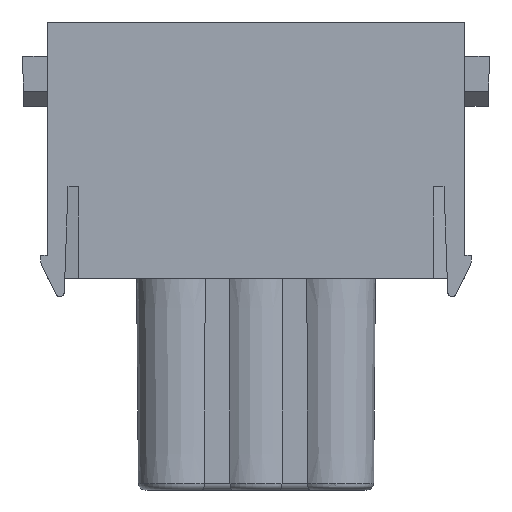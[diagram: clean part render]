
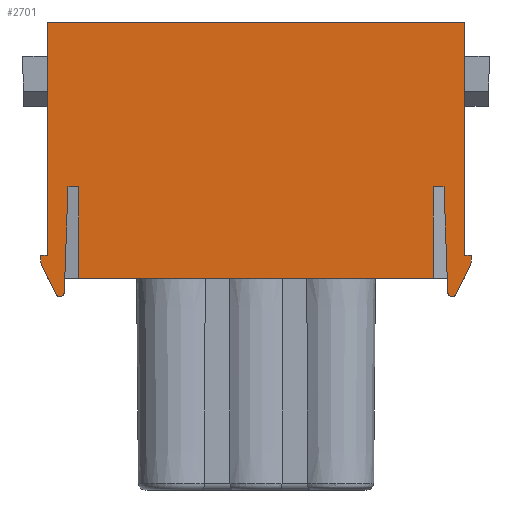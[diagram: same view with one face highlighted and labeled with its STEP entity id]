
A CAD part, front view. The second image highlights one B-rep face of the part: STEP entity #2701.
In plain terms, the highlighted planar face has unit normal (0, -1, 0).
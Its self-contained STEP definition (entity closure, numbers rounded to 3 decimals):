
#1123=FACE_OUTER_BOUND('',#5335,.T.);
#2701=ADVANCED_FACE('',(#1123),#3566,.F.);
#3566=PLANE('',#22456);
#4262=CIRCLE('',#22452,0.3);
#4263=CIRCLE('',#22453,0.3);
#4264=CIRCLE('',#22454,0.3);
#4265=CIRCLE('',#22455,0.3);
#5335=EDGE_LOOP('',(#10108,#10109,#10110,#10111,#10112,#10113,#10114,#10115,
#10116,#10117,#10118,#10119,#10120,#10121,#10122,#10123,#10124,#10125,#10126,
#10127,#10128,#10129));
#10108=ORIENTED_EDGE('',*,*,#16456,.F.);
#10109=ORIENTED_EDGE('',*,*,#16466,.F.);
#10110=ORIENTED_EDGE('',*,*,#16467,.F.);
#10111=ORIENTED_EDGE('',*,*,#16468,.F.);
#10112=ORIENTED_EDGE('',*,*,#16469,.T.);
#10113=ORIENTED_EDGE('',*,*,#16470,.T.);
#10114=ORIENTED_EDGE('',*,*,#16471,.T.);
#10115=ORIENTED_EDGE('',*,*,#16472,.F.);
#10116=ORIENTED_EDGE('',*,*,#16473,.T.);
#10117=ORIENTED_EDGE('',*,*,#16474,.F.);
#10118=ORIENTED_EDGE('',*,*,#14162,.T.);
#10119=ORIENTED_EDGE('',*,*,#16475,.T.);
#10120=ORIENTED_EDGE('',*,*,#16476,.T.);
#10121=ORIENTED_EDGE('',*,*,#16477,.T.);
#10122=ORIENTED_EDGE('',*,*,#16478,.F.);
#10123=ORIENTED_EDGE('',*,*,#16479,.T.);
#10124=ORIENTED_EDGE('',*,*,#16480,.F.);
#10125=ORIENTED_EDGE('',*,*,#16481,.T.);
#10126=ORIENTED_EDGE('',*,*,#16482,.T.);
#10127=ORIENTED_EDGE('',*,*,#16483,.F.);
#10128=ORIENTED_EDGE('',*,*,#16484,.T.);
#10129=ORIENTED_EDGE('',*,*,#15730,.T.);
#12053=VERTEX_POINT('',#28432);
#12054=VERTEX_POINT('',#28434);
#13162=VERTEX_POINT('',#32686);
#13163=VERTEX_POINT('',#32688);
#13620=VERTEX_POINT('',#35717);
#13630=VERTEX_POINT('',#35739);
#13631=VERTEX_POINT('',#35741);
#13632=VERTEX_POINT('',#35743);
#13633=VERTEX_POINT('',#35745);
#13634=VERTEX_POINT('',#35747);
#13635=VERTEX_POINT('',#35749);
#13636=VERTEX_POINT('',#35751);
#13637=VERTEX_POINT('',#35753);
#13638=VERTEX_POINT('',#35756);
#13639=VERTEX_POINT('',#35758);
#13640=VERTEX_POINT('',#35760);
#13641=VERTEX_POINT('',#35762);
#13642=VERTEX_POINT('',#35764);
#13643=VERTEX_POINT('',#35766);
#13644=VERTEX_POINT('',#35768);
#13645=VERTEX_POINT('',#35770);
#13646=VERTEX_POINT('',#35772);
#14162=EDGE_CURVE('',#12054,#12053,#17329,.T.);
#15730=EDGE_CURVE('',#13163,#13162,#18455,.T.);
#16456=EDGE_CURVE('',#13620,#13162,#18823,.T.);
#16466=EDGE_CURVE('',#13630,#13620,#18833,.T.);
#16467=EDGE_CURVE('',#13631,#13630,#18834,.T.);
#16468=EDGE_CURVE('',#13632,#13631,#18835,.T.);
#16469=EDGE_CURVE('',#13632,#13633,#4262,.T.);
#16470=EDGE_CURVE('',#13633,#13634,#18836,.T.);
#16471=EDGE_CURVE('',#13634,#13635,#4263,.T.);
#16472=EDGE_CURVE('',#13636,#13635,#18837,.T.);
#16473=EDGE_CURVE('',#13636,#13637,#18838,.T.);
#16474=EDGE_CURVE('',#12054,#13637,#18839,.T.);
#16475=EDGE_CURVE('',#12053,#13638,#18840,.T.);
#16476=EDGE_CURVE('',#13638,#13639,#18841,.T.);
#16477=EDGE_CURVE('',#13639,#13640,#18842,.T.);
#16478=EDGE_CURVE('',#13641,#13640,#4264,.T.);
#16479=EDGE_CURVE('',#13641,#13642,#18843,.T.);
#16480=EDGE_CURVE('',#13643,#13642,#4265,.T.);
#16481=EDGE_CURVE('',#13643,#13644,#18844,.T.);
#16482=EDGE_CURVE('',#13644,#13645,#18845,.T.);
#16483=EDGE_CURVE('',#13646,#13645,#18846,.T.);
#16484=EDGE_CURVE('',#13646,#13163,#18847,.T.);
#17329=LINE('',#28433,#19306);
#18455=LINE('',#32687,#20432);
#18823=LINE('',#35718,#20800);
#18833=LINE('',#35738,#20810);
#18834=LINE('',#35740,#20811);
#18835=LINE('',#35742,#20812);
#18836=LINE('',#35746,#20813);
#18837=LINE('',#35750,#20814);
#18838=LINE('',#35752,#20815);
#18839=LINE('',#35754,#20816);
#18840=LINE('',#35755,#20817);
#18841=LINE('',#35757,#20818);
#18842=LINE('',#35759,#20819);
#18843=LINE('',#35763,#20820);
#18844=LINE('',#35767,#20821);
#18845=LINE('',#35769,#20822);
#18846=LINE('',#35771,#20823);
#18847=LINE('',#35773,#20824);
#19306=VECTOR('',#23007,1.);
#20432=VECTOR('',#25619,1.);
#20800=VECTOR('',#26845,1.);
#20810=VECTOR('',#26857,1.);
#20811=VECTOR('',#26858,1.);
#20812=VECTOR('',#26859,1.);
#20813=VECTOR('',#26862,1.);
#20814=VECTOR('',#26865,1.);
#20815=VECTOR('',#26866,1.);
#20816=VECTOR('',#26867,1.);
#20817=VECTOR('',#26868,1.);
#20818=VECTOR('',#26869,1.);
#20819=VECTOR('',#26870,1.);
#20820=VECTOR('',#26873,1.);
#20821=VECTOR('',#26876,1.);
#20822=VECTOR('',#26877,1.);
#20823=VECTOR('',#26878,1.);
#20824=VECTOR('',#26879,1.);
#22452=AXIS2_PLACEMENT_3D('',#35744,#26860,#26861);
#22453=AXIS2_PLACEMENT_3D('',#35748,#26863,#26864);
#22454=AXIS2_PLACEMENT_3D('',#35761,#26871,#26872);
#22455=AXIS2_PLACEMENT_3D('',#35765,#26874,#26875);
#22456=AXIS2_PLACEMENT_3D('',#35774,#26880,#26881);
#23007=DIRECTION('',(1.,0.,0.));
#25619=DIRECTION('',(-1.,0.,0.));
#26845=DIRECTION('',(0.,0.,1.));
#26857=DIRECTION('',(1.,0.,0.));
#26858=DIRECTION('',(0.,0.,1.));
#26859=DIRECTION('',(-0.439,0.,0.899));
#26860=DIRECTION('',(0.,-1.,0.));
#26861=DIRECTION('',(-0.899,0.,-0.439));
#26862=DIRECTION('',(1.,0.,0.));
#26863=DIRECTION('',(0.,-1.,0.));
#26864=DIRECTION('',(0.,0.,-1.));
#26865=DIRECTION('',(-0.035,0.,-0.999));
#26866=DIRECTION('',(1.,0.,0.));
#26867=DIRECTION('',(0.,0.,1.));
#26868=DIRECTION('',(0.,0.,1.));
#26869=DIRECTION('',(1.,0.,0.));
#26870=DIRECTION('',(0.035,0.,-0.999));
#26871=DIRECTION('',(0.,1.,0.));
#26872=DIRECTION('',(0.,0.,-1.));
#26873=DIRECTION('',(1.,0.,0.));
#26874=DIRECTION('',(0.,1.,0.));
#26875=DIRECTION('',(0.899,0.,-0.439));
#26876=DIRECTION('',(0.439,0.,0.899));
#26877=DIRECTION('',(0.,0.,1.));
#26878=DIRECTION('',(1.,0.,0.));
#26879=DIRECTION('',(0.,0.,1.));
#26880=DIRECTION('',(0.,1.,0.));
#26881=DIRECTION('',(1.,0.,0.));
#28432=CARTESIAN_POINT('',(12.9,-7.3,0.));
#28433=CARTESIAN_POINT('',(-12.9,-7.3,0.));
#28434=CARTESIAN_POINT('',(-12.9,-7.3,0.));
#32686=CARTESIAN_POINT('',(-15.2,-7.3,18.7));
#32687=CARTESIAN_POINT('',(15.2,-7.3,18.7));
#32688=CARTESIAN_POINT('',(15.2,-7.3,18.7));
#35717=CARTESIAN_POINT('',(-15.2,-7.3,1.7));
#35718=CARTESIAN_POINT('',(-15.2,-7.3,1.7));
#35738=CARTESIAN_POINT('',(-15.7,-7.3,1.7));
#35739=CARTESIAN_POINT('',(-15.7,-7.3,1.7));
#35740=CARTESIAN_POINT('',(-15.7,-7.3,1.2));
#35741=CARTESIAN_POINT('',(-15.7,-7.3,1.2));
#35742=CARTESIAN_POINT('',(-14.562,-7.3,-1.132));
#35743=CARTESIAN_POINT('',(-14.562,-7.3,-1.132));
#35744=CARTESIAN_POINT('',(-14.292,-7.3,-1.));
#35745=CARTESIAN_POINT('',(-14.292,-7.3,-1.3));
#35746=CARTESIAN_POINT('',(-14.292,-7.3,-1.3));
#35747=CARTESIAN_POINT('',(-14.269,-7.3,-1.3));
#35748=CARTESIAN_POINT('',(-14.269,-7.3,-1.));
#35749=CARTESIAN_POINT('',(-13.969,-7.3,-1.01));
#35750=CARTESIAN_POINT('',(-13.7,-7.3,6.7));
#35751=CARTESIAN_POINT('',(-13.7,-7.3,6.7));
#35752=CARTESIAN_POINT('',(-13.7,-7.3,6.7));
#35753=CARTESIAN_POINT('',(-12.9,-7.3,6.7));
#35754=CARTESIAN_POINT('',(-12.9,-7.3,0.));
#35755=CARTESIAN_POINT('',(12.9,-7.3,0.));
#35756=CARTESIAN_POINT('',(12.9,-7.3,6.7));
#35757=CARTESIAN_POINT('',(12.9,-7.3,6.7));
#35758=CARTESIAN_POINT('',(13.7,-7.3,6.7));
#35759=CARTESIAN_POINT('',(13.7,-7.3,6.7));
#35760=CARTESIAN_POINT('',(13.969,-7.3,-1.01));
#35761=CARTESIAN_POINT('',(14.269,-7.3,-1.));
#35762=CARTESIAN_POINT('',(14.269,-7.3,-1.3));
#35763=CARTESIAN_POINT('',(14.269,-7.3,-1.3));
#35764=CARTESIAN_POINT('',(14.292,-7.3,-1.3));
#35765=CARTESIAN_POINT('',(14.292,-7.3,-1.));
#35766=CARTESIAN_POINT('',(14.562,-7.3,-1.132));
#35767=CARTESIAN_POINT('',(14.562,-7.3,-1.132));
#35768=CARTESIAN_POINT('',(15.7,-7.3,1.2));
#35769=CARTESIAN_POINT('',(15.7,-7.3,1.2));
#35770=CARTESIAN_POINT('',(15.7,-7.3,1.7));
#35771=CARTESIAN_POINT('',(15.2,-7.3,1.7));
#35772=CARTESIAN_POINT('',(15.2,-7.3,1.7));
#35773=CARTESIAN_POINT('',(15.2,-7.3,1.7));
#35774=CARTESIAN_POINT('',(18.251,-7.3,14.7));
